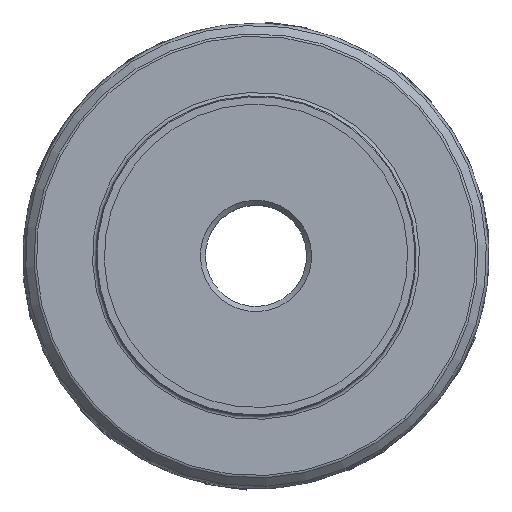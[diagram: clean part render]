
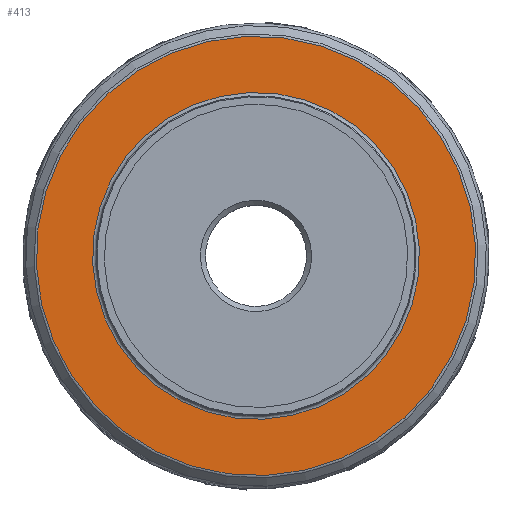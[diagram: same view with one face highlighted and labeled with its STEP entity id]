
A CAD part, top view. The second image highlights one B-rep face of the part: STEP entity #413.
In plain terms, the highlighted planar face has unit normal (0, 0, 1).
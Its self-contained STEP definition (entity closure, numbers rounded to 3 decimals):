
#196=FACE_BOUND('',#1185,.T.);
#197=FACE_BOUND('',#1186,.T.);
#280=CIRCLE('',#5872,97.);
#293=CIRCLE('',#5919,130.379);
#413=ADVANCED_FACE('',(#196,#197),#637,.T.);
#637=PLANE('',#5920);
#1185=EDGE_LOOP('',(#3109));
#1186=EDGE_LOOP('',(#3110));
#3109=ORIENTED_EDGE('',*,*,#5039,.T.);
#3110=ORIENTED_EDGE('',*,*,#5078,.T.);
#4401=VERTEX_POINT('',#9238);
#4425=VERTEX_POINT('',#9345);
#5039=EDGE_CURVE('',#4401,#4401,#280,.T.);
#5078=EDGE_CURVE('',#4425,#4425,#293,.T.);
#5872=AXIS2_PLACEMENT_3D('',#9237,#6711,#6712);
#5919=AXIS2_PLACEMENT_3D('',#9344,#6805,#6806);
#5920=AXIS2_PLACEMENT_3D('',#9346,#6807,#6808);
#6711=DIRECTION('',(0.,0.,-1.));
#6712=DIRECTION('',(0.976,0.22,0.));
#6805=DIRECTION('',(0.,0.,1.));
#6806=DIRECTION('',(0.976,0.22,0.));
#6807=DIRECTION('',(0.,0.,1.));
#6808=DIRECTION('',(0.976,0.22,0.));
#9237=CARTESIAN_POINT('',(0.,0.,-8.));
#9238=CARTESIAN_POINT('',(94.627,21.325,-8.));
#9344=CARTESIAN_POINT('',(0.,0.,-8.));
#9345=CARTESIAN_POINT('',(127.189,28.663,-8.));
#9346=CARTESIAN_POINT('',(-131.207,0.,-8.));
